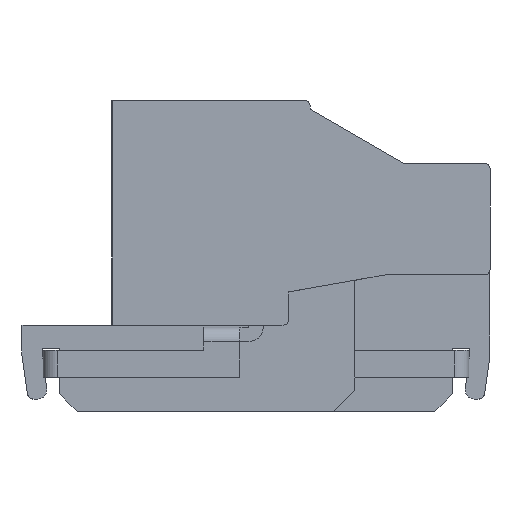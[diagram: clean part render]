
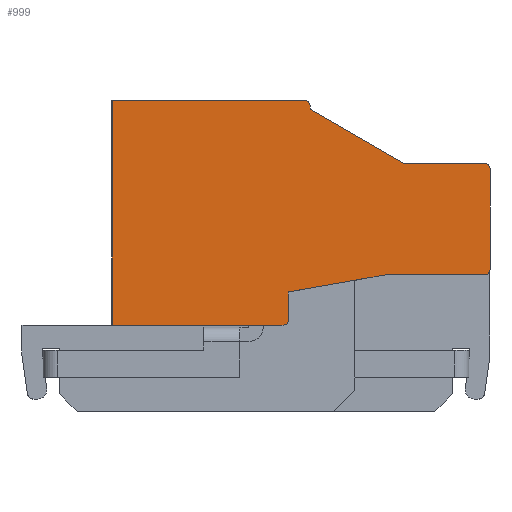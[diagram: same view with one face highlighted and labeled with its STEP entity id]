
A CAD part, left-side view. The second image highlights one B-rep face of the part: STEP entity #999.
In plain terms, the highlighted planar face has unit normal (-1, 0, 0).
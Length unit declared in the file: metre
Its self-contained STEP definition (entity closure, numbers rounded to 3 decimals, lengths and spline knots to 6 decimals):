
#999=ADVANCED_FACE('',(#2279),#2280,.T.);
#2279=FACE_OUTER_BOUND('',#3843,.T.);
#2280=PLANE('',#3844);
#3843=EDGE_LOOP('',(#6889,#6890,#6891,#6892,#6893,#6894,#6895,#6896,#6897,#6898,#6899,#6900,#6901,#6902));
#3844=AXIS2_PLACEMENT_3D('',#6903,#6904,#6905);
#6889=ORIENTED_EDGE('',*,*,#10384,.T.);
#6890=ORIENTED_EDGE('',*,*,#10385,.T.);
#6891=ORIENTED_EDGE('',*,*,#10386,.T.);
#6892=ORIENTED_EDGE('',*,*,#10387,.T.);
#6893=ORIENTED_EDGE('',*,*,#10388,.T.);
#6894=ORIENTED_EDGE('',*,*,#10389,.T.);
#6895=ORIENTED_EDGE('',*,*,#10390,.T.);
#6896=ORIENTED_EDGE('',*,*,#10391,.T.);
#6897=ORIENTED_EDGE('',*,*,#10392,.T.);
#6898=ORIENTED_EDGE('',*,*,#10393,.T.);
#6899=ORIENTED_EDGE('',*,*,#10394,.T.);
#6900=ORIENTED_EDGE('',*,*,#10395,.T.);
#6901=ORIENTED_EDGE('',*,*,#10396,.T.);
#6902=ORIENTED_EDGE('',*,*,#10397,.T.);
#6903=CARTESIAN_POINT('',(0.194977,0.142883,0.017716));
#6904=DIRECTION('',(-1.0,0.,0.));
#6905=DIRECTION('',(0.,-1.0,0.0));
#10384=EDGE_CURVE('',#12781,#12782,#12783,.T.);
#10385=EDGE_CURVE('',#12782,#12784,#12785,.T.);
#10386=EDGE_CURVE('',#12784,#12786,#12787,.T.);
#10387=EDGE_CURVE('',#12786,#12788,#12789,.T.);
#10388=EDGE_CURVE('',#12788,#12790,#12791,.T.);
#10389=EDGE_CURVE('',#12790,#12792,#12793,.T.);
#10390=EDGE_CURVE('',#12792,#12794,#12795,.T.);
#10391=EDGE_CURVE('',#12794,#12796,#12797,.T.);
#10392=EDGE_CURVE('',#12796,#12798,#12799,.T.);
#10393=EDGE_CURVE('',#12798,#12800,#12801,.T.);
#10394=EDGE_CURVE('',#12800,#12802,#12803,.T.);
#10395=EDGE_CURVE('',#12802,#12804,#12805,.T.);
#10396=EDGE_CURVE('',#12804,#12806,#12807,.T.);
#10397=EDGE_CURVE('',#12806,#12781,#12808,.T.);
#12781=VERTEX_POINT('',#16447);
#12782=VERTEX_POINT('',#16448);
#12783=LINE('',#16449,#16450);
#12784=VERTEX_POINT('',#16451);
#12785=LINE('',#16452,#16453);
#12786=VERTEX_POINT('',#16454);
#12787=LINE('',#16455,#16456);
#12788=VERTEX_POINT('',#16457);
#12789=CIRCLE('',#16458,0.0003);
#12790=VERTEX_POINT('',#16459);
#12791=LINE('',#16460,#16461);
#12792=VERTEX_POINT('',#16462);
#12793=LINE('',#16463,#16464);
#12794=VERTEX_POINT('',#16465);
#12795=LINE('',#16466,#16467);
#12796=VERTEX_POINT('',#16468);
#12797=CIRCLE('',#16469,0.0003);
#12798=VERTEX_POINT('',#16470);
#12799=LINE('',#16471,#16472);
#12800=VERTEX_POINT('',#16473);
#12801=CIRCLE('',#16474,0.0003);
#12802=VERTEX_POINT('',#16475);
#12803=LINE('',#16476,#16477);
#12804=VERTEX_POINT('',#16478);
#12805=LINE('',#16479,#16480);
#12806=VERTEX_POINT('',#16481);
#12807=LINE('',#16482,#16483);
#12808=CIRCLE('',#16484,0.0003);
#16447=CARTESIAN_POINT('',(0.194977,0.141683,0.029916));
#16448=CARTESIAN_POINT('',(0.194977,0.152383,0.029916));
#16449=CARTESIAN_POINT('',(0.194977,0.152383,0.029916));
#16450=VECTOR('',#19051,1.0);
#16451=CARTESIAN_POINT('',(0.194977,0.152383,0.017416));
#16452=CARTESIAN_POINT('',(0.194977,0.152383,0.027716));
#16453=VECTOR('',#19052,1.0);
#16454=CARTESIAN_POINT('',(0.194977,0.142883,0.017416));
#16455=CARTESIAN_POINT('',(0.194977,0.142883,0.017416));
#16456=VECTOR('',#19053,1.0);
#16457=CARTESIAN_POINT('',(0.194977,0.142583,0.017716));
#16458=AXIS2_PLACEMENT_3D('',#19054,#19055,#19056);
#16459=CARTESIAN_POINT('',(0.194977,0.142583,0.019269));
#16460=CARTESIAN_POINT('',(0.194977,0.142583,0.019269));
#16461=VECTOR('',#19057,1.0);
#16462=CARTESIAN_POINT('',(0.194977,0.137211,0.020216));
#16463=CARTESIAN_POINT('',(0.194977,0.137211,0.020216));
#16464=VECTOR('',#19058,1.0);
#16465=CARTESIAN_POINT('',(0.194977,0.131683,0.020216));
#16466=CARTESIAN_POINT('',(0.194977,0.131683,0.020216));
#16467=VECTOR('',#19059,1.0);
#16468=CARTESIAN_POINT('',(0.194977,0.131383,0.020516));
#16469=AXIS2_PLACEMENT_3D('',#19060,#19061,#19062);
#16470=CARTESIAN_POINT('',(0.194977,0.131383,0.026116));
#16471=CARTESIAN_POINT('',(0.194977,0.131383,0.026116));
#16472=VECTOR('',#19063,1.0);
#16473=CARTESIAN_POINT('',(0.194977,0.131683,0.026416));
#16474=AXIS2_PLACEMENT_3D('',#19064,#19065,#19066);
#16475=CARTESIAN_POINT('',(0.194977,0.136186,0.026416));
#16476=CARTESIAN_POINT('',(0.194977,0.136186,0.026416));
#16477=VECTOR('',#19067,1.0);
#16478=CARTESIAN_POINT('',(0.194977,0.141383,0.029416));
#16479=CARTESIAN_POINT('',(0.194977,0.141383,0.029416));
#16480=VECTOR('',#19068,1.0);
#16481=CARTESIAN_POINT('',(0.194977,0.141383,0.029616));
#16482=CARTESIAN_POINT('',(0.194977,0.141383,0.029616));
#16483=VECTOR('',#19069,1.0);
#16484=AXIS2_PLACEMENT_3D('',#19070,#19071,#19072);
#19051=DIRECTION('',(0.,1.0,0.0));
#19052=DIRECTION('',(0.0,0.0,-1.0));
#19053=DIRECTION('',(0.,-1.0,0.0));
#19054=CARTESIAN_POINT('',(0.194977,0.142883,0.017716));
#19055=DIRECTION('',(-1.0,0.,0.));
#19056=DIRECTION('',(0.,0.707,0.707));
#19057=DIRECTION('',(0.0,0.0,1.0));
#19058=DIRECTION('',(0.,-0.985,0.174));
#19059=DIRECTION('',(0.,-1.0,0.0));
#19060=CARTESIAN_POINT('',(0.194977,0.131683,0.020516));
#19061=DIRECTION('',(-1.0,0.,0.));
#19062=DIRECTION('',(0.,0.707,0.707));
#19063=DIRECTION('',(0.0,0.0,1.0));
#19064=CARTESIAN_POINT('',(0.194977,0.131683,0.026116));
#19065=DIRECTION('',(-1.0,0.,0.));
#19066=DIRECTION('',(0.,0.707,-0.707));
#19067=DIRECTION('',(0.,1.0,0.0));
#19068=DIRECTION('',(0.,0.866,0.5));
#19069=DIRECTION('',(0.0,0.0,1.0));
#19070=CARTESIAN_POINT('',(0.194977,0.141683,0.029616));
#19071=DIRECTION('',(-1.0,0.,0.));
#19072=DIRECTION('',(0.,0.707,-0.707));
